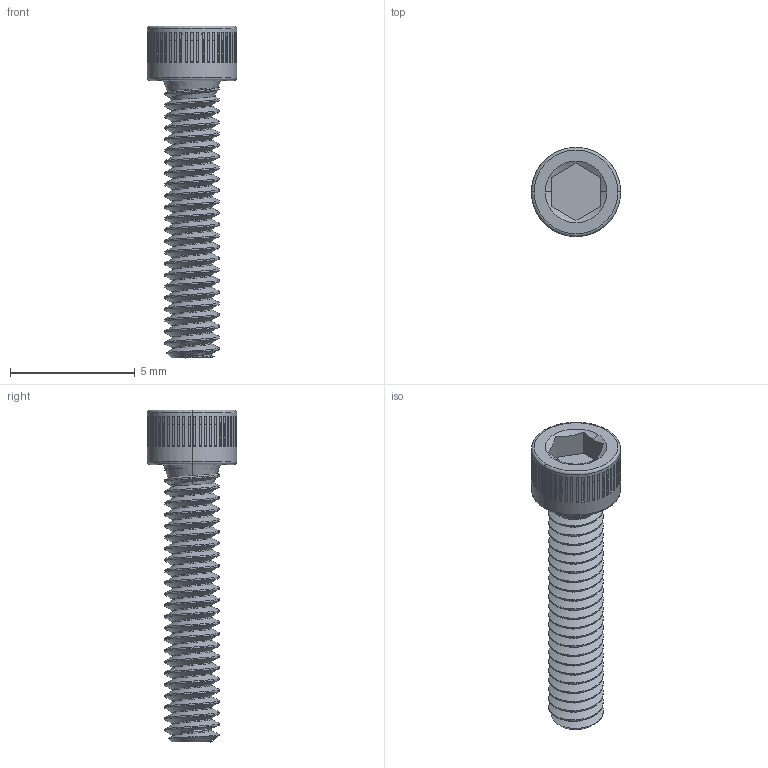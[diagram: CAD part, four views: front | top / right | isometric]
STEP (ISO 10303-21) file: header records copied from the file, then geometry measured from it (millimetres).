
FILE_DESCRIPTION (( 'STEP AP203' ), '1' );
FILE_NAME ('91251A060_Black-Oxide Alloy Steel Socket Head Screw.STEP', '2026-01-08T18:40:20', ( 'McMaster Carr Supply' ), ( 'McMaster Carr Supply' ), 'SwSTEP 2.0', 'SolidWorks 2024', '' );
FILE_SCHEMA (( 'CONFIG_CONTROL_DESIGN' ));
Length unit declared in the file: inch
Products named in the file (1): 91251A060_Black-Oxide Alloy Steel Socket Head Screw
Bounding box: 3.57 x 3.57 x 13.3 mm (x, y, z)
Volume: 49.7 mm3; surface area: 165 mm2
Topology: 1 solids, 1 shells, 326 faces, 812 edges, 540 vertices
Faces by surface type: plane 110, cone 109, cylinder 100, torus 4, bspline 3
Entity records: 12789 total; most frequent: CARTESIAN_POINT 5038, ORIENTED_EDGE 1624, DIRECTION 1559, EDGE_CURVE 812, AXIS2_PLACEMENT_3D 545, VERTEX_POINT 540, LINE 469, VECTOR 469
